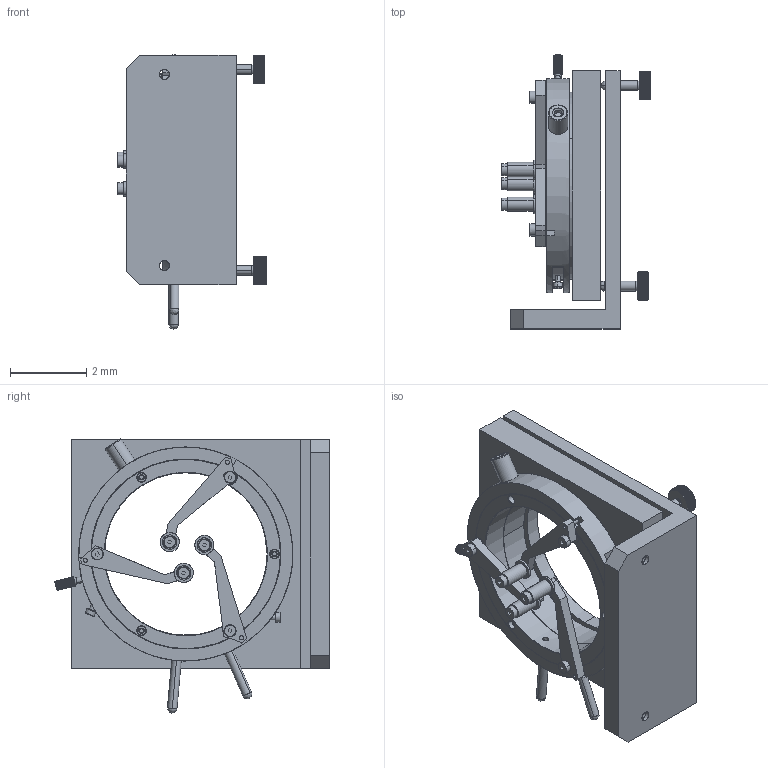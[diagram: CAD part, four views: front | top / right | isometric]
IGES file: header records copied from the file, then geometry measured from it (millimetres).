
Start section: SolidWorks IGES file using analytic representation for surfaces
Global section: file name: Web Model 53040_Default.igs; native system: SolidWorks 2018; preprocessor: SolidWorks 2018; author: NDamraksa; date: 190607.125909; units: millimetre
Bounding box: 3.91 x 7.18 x 7.17 mm (x, y, z)
Surface area: 259.3 mm2 (no closed solid volume)
Topology: 0 solids, 0 shells, 1642 faces, 12819 edges, 12799 vertices
Faces by surface type: bspline 916, revolution 726
